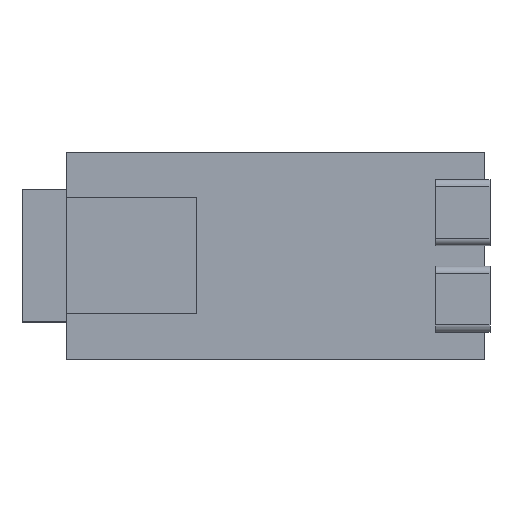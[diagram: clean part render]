
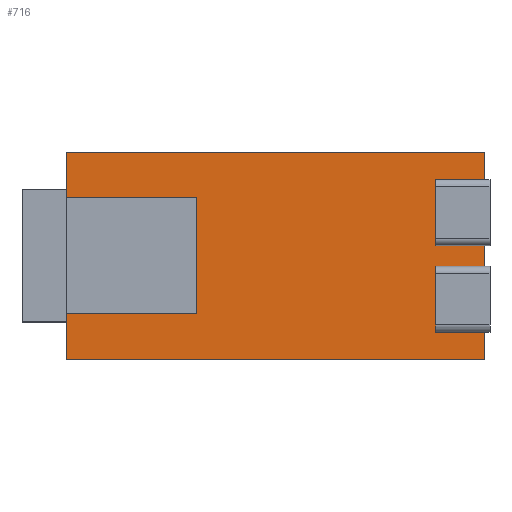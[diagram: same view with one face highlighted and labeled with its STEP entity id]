
A CAD part, top view. The second image highlights one B-rep face of the part: STEP entity #716.
In plain terms, the highlighted planar face has unit normal (0, 0, 1).
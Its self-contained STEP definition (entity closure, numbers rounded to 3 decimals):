
#48=FACE_OUTER_BOUND('',#88,.T.);
#88=EDGE_LOOP('',(#499,#500,#501,#502,#503,#504,#505,#506,#507,#508,#509,
#510,#511,#512,#513,#514));
#129=LINE('',#1046,#217);
#134=LINE('',#1062,#222);
#141=LINE('',#1085,#229);
#142=LINE('',#1087,#230);
#143=LINE('',#1089,#231);
#144=LINE('',#1091,#232);
#145=LINE('',#1093,#233);
#146=LINE('',#1095,#234);
#147=LINE('',#1097,#235);
#148=LINE('',#1099,#236);
#149=LINE('',#1101,#237);
#150=LINE('',#1103,#238);
#151=LINE('',#1105,#239);
#152=LINE('',#1107,#240);
#153=LINE('',#1109,#241);
#154=LINE('',#1110,#242);
#217=VECTOR('',#838,10.);
#222=VECTOR('',#851,10.);
#229=VECTOR('',#874,10.);
#230=VECTOR('',#875,10.);
#231=VECTOR('',#876,10.);
#232=VECTOR('',#877,10.);
#233=VECTOR('',#878,10.);
#234=VECTOR('',#879,10.);
#235=VECTOR('',#880,10.);
#236=VECTOR('',#881,10.);
#237=VECTOR('',#882,10.);
#238=VECTOR('',#883,10.);
#239=VECTOR('',#884,10.);
#240=VECTOR('',#885,10.);
#241=VECTOR('',#886,10.);
#242=VECTOR('',#887,10.);
#305=VERTEX_POINT('',#1042);
#307=VERTEX_POINT('',#1045);
#311=VERTEX_POINT('',#1054);
#314=VERTEX_POINT('',#1060);
#323=VERTEX_POINT('',#1086);
#324=VERTEX_POINT('',#1088);
#325=VERTEX_POINT('',#1090);
#326=VERTEX_POINT('',#1092);
#327=VERTEX_POINT('',#1094);
#328=VERTEX_POINT('',#1096);
#329=VERTEX_POINT('',#1098);
#330=VERTEX_POINT('',#1100);
#331=VERTEX_POINT('',#1102);
#332=VERTEX_POINT('',#1104);
#333=VERTEX_POINT('',#1106);
#334=VERTEX_POINT('',#1108);
#374=EDGE_CURVE('',#307,#305,#129,.T.);
#382=EDGE_CURVE('',#314,#311,#134,.T.);
#393=EDGE_CURVE('',#305,#311,#141,.T.);
#394=EDGE_CURVE('',#314,#323,#142,.T.);
#395=EDGE_CURVE('',#323,#324,#143,.T.);
#396=EDGE_CURVE('',#324,#325,#144,.T.);
#397=EDGE_CURVE('',#325,#326,#145,.T.);
#398=EDGE_CURVE('',#326,#327,#146,.T.);
#399=EDGE_CURVE('',#327,#328,#147,.T.);
#400=EDGE_CURVE('',#328,#329,#148,.T.);
#401=EDGE_CURVE('',#329,#330,#149,.T.);
#402=EDGE_CURVE('',#330,#331,#150,.T.);
#403=EDGE_CURVE('',#331,#332,#151,.T.);
#404=EDGE_CURVE('',#332,#333,#152,.T.);
#405=EDGE_CURVE('',#334,#333,#153,.T.);
#406=EDGE_CURVE('',#334,#307,#154,.T.);
#499=ORIENTED_EDGE('',*,*,#393,.T.);
#500=ORIENTED_EDGE('',*,*,#382,.F.);
#501=ORIENTED_EDGE('',*,*,#394,.T.);
#502=ORIENTED_EDGE('',*,*,#395,.T.);
#503=ORIENTED_EDGE('',*,*,#396,.T.);
#504=ORIENTED_EDGE('',*,*,#397,.T.);
#505=ORIENTED_EDGE('',*,*,#398,.T.);
#506=ORIENTED_EDGE('',*,*,#399,.T.);
#507=ORIENTED_EDGE('',*,*,#400,.T.);
#508=ORIENTED_EDGE('',*,*,#401,.T.);
#509=ORIENTED_EDGE('',*,*,#402,.T.);
#510=ORIENTED_EDGE('',*,*,#403,.T.);
#511=ORIENTED_EDGE('',*,*,#404,.T.);
#512=ORIENTED_EDGE('',*,*,#405,.F.);
#513=ORIENTED_EDGE('',*,*,#406,.T.);
#514=ORIENTED_EDGE('',*,*,#374,.T.);
#680=PLANE('',#779);
#716=ADVANCED_FACE('',(#48),#680,.T.);
#779=AXIS2_PLACEMENT_3D('',#1084,#872,#873);
#838=DIRECTION('',(-1.,0.,0.));
#851=DIRECTION('',(-1.,0.,0.));
#872=DIRECTION('center_axis',(0.,0.,1.));
#873=DIRECTION('ref_axis',(1.,0.,0.));
#874=DIRECTION('',(0.,1.,0.));
#875=DIRECTION('',(0.,1.,0.));
#876=DIRECTION('',(-1.,0.,0.));
#877=DIRECTION('',(0.,-1.,0.));
#878=DIRECTION('',(1.,0.,0.));
#879=DIRECTION('',(0.,-1.,0.));
#880=DIRECTION('',(-1.,0.,0.));
#881=DIRECTION('',(0.,-1.,0.));
#882=DIRECTION('',(1.,0.,0.));
#883=DIRECTION('',(0.,1.,0.));
#884=DIRECTION('',(-1.,0.,0.));
#885=DIRECTION('',(0.,1.,0.));
#886=DIRECTION('',(-1.,0.,0.));
#887=DIRECTION('',(0.,1.,0.));
#1042=CARTESIAN_POINT('',(21.831,2.4,1.7));
#1045=CARTESIAN_POINT('',(28.5,2.4,1.7));
#1046=CARTESIAN_POINT('',(29.231,2.4,1.7));
#1054=CARTESIAN_POINT('',(21.831,9.4,1.7));
#1060=CARTESIAN_POINT('',(28.5,9.4,1.7));
#1062=CARTESIAN_POINT('',(29.231,9.4,1.7));
#1084=CARTESIAN_POINT('Origin',(0.,0.,1.7));
#1085=CARTESIAN_POINT('',(21.831,5.2,1.7));
#1086=CARTESIAN_POINT('',(28.5,14.1,1.7));
#1087=CARTESIAN_POINT('',(28.5,14.1,1.7));
#1088=CARTESIAN_POINT('',(-28.5,14.1,1.7));
#1089=CARTESIAN_POINT('',(-28.5,14.1,1.7));
#1090=CARTESIAN_POINT('',(-28.5,7.9,1.7));
#1091=CARTESIAN_POINT('',(-28.5,-14.1,1.7));
#1092=CARTESIAN_POINT('',(-10.7,7.9,1.7));
#1093=CARTESIAN_POINT('',(-5.35,7.9,1.7));
#1094=CARTESIAN_POINT('',(-10.7,-7.9,1.7));
#1095=CARTESIAN_POINT('',(-10.7,-3.95,1.7));
#1096=CARTESIAN_POINT('',(-28.5,-7.9,1.7));
#1097=CARTESIAN_POINT('',(-14.25,-7.9,1.7));
#1098=CARTESIAN_POINT('',(-28.5,-14.1,1.7));
#1099=CARTESIAN_POINT('',(-28.5,-14.1,1.7));
#1100=CARTESIAN_POINT('',(28.5,-14.1,1.7));
#1101=CARTESIAN_POINT('',(28.5,-14.1,1.7));
#1102=CARTESIAN_POINT('',(28.5,-9.4,1.7));
#1103=CARTESIAN_POINT('',(28.5,14.1,1.7));
#1104=CARTESIAN_POINT('',(21.831,-9.4,1.7));
#1105=CARTESIAN_POINT('',(29.231,-9.4,1.7));
#1106=CARTESIAN_POINT('',(21.831,-2.4,1.7));
#1107=CARTESIAN_POINT('',(21.831,-0.7,1.7));
#1108=CARTESIAN_POINT('',(28.5,-2.4,1.7));
#1109=CARTESIAN_POINT('',(29.231,-2.4,1.7));
#1110=CARTESIAN_POINT('',(28.5,14.1,1.7));
